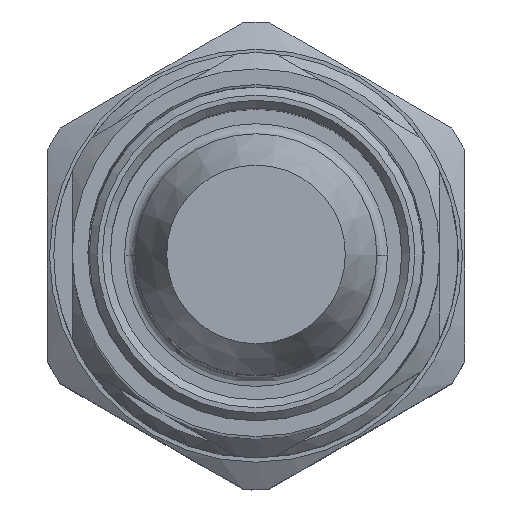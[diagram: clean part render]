
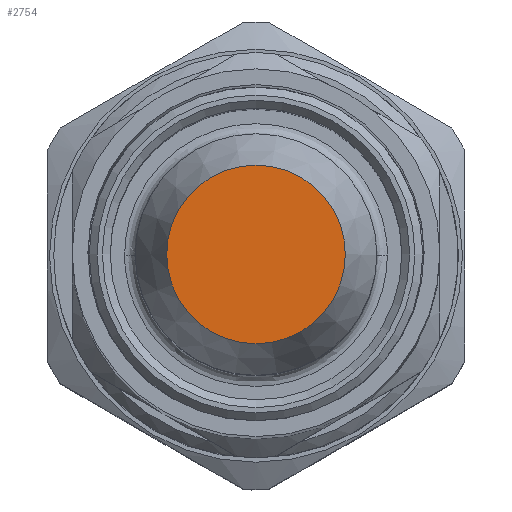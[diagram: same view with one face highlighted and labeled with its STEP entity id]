
A CAD part, top view. The second image highlights one B-rep face of the part: STEP entity #2754.
In plain terms, the highlighted planar face has unit normal (0, 0, 1).
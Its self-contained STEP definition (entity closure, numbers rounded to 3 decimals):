
#65 = VERTEX_POINT ( 'NONE', #68 ) ;
#68 = CARTESIAN_POINT ( 'NONE',  ( -1.7, 0., 0. ) ) ;
#313 = EDGE_CURVE ( 'NONE', #65, #65, #617, .T. ) ;
#566 = AXIS2_PLACEMENT_3D ( 'NONE', #2577, #2586, #2587 ) ;
#612 = AXIS2_PLACEMENT_3D ( 'NONE', #1877, #1878, #1879 ) ;
#617 = CIRCLE ( 'NONE', #612, 1.7 ) ;
#1328 = ORIENTED_EDGE ( 'NONE', *, *, #313, .T. ) ;
#1369 = EDGE_LOOP ( 'NONE', ( #1328 ) ) ;
#1877 = CARTESIAN_POINT ( 'NONE',  ( 0., 0., 0. ) ) ;
#1878 = DIRECTION ( 'NONE',  ( 0., 0., 1. ) ) ;
#1879 = DIRECTION ( 'NONE',  ( -1., 0., 0. ) ) ;
#2577 = CARTESIAN_POINT ( 'NONE',  ( 1.72, -1.72, 0. ) ) ;
#2582 = FACE_OUTER_BOUND ( 'NONE', #1369, .T. ) ;
#2583 = PLANE ( 'NONE',  #566 ) ;
#2586 = DIRECTION ( 'NONE',  ( 0., 0., -1. ) ) ;
#2587 = DIRECTION ( 'NONE',  ( -1., 0., 0. ) ) ;
#2754 = ADVANCED_FACE ( 'NONE', ( #2582 ), #2583, .F. ) ;
